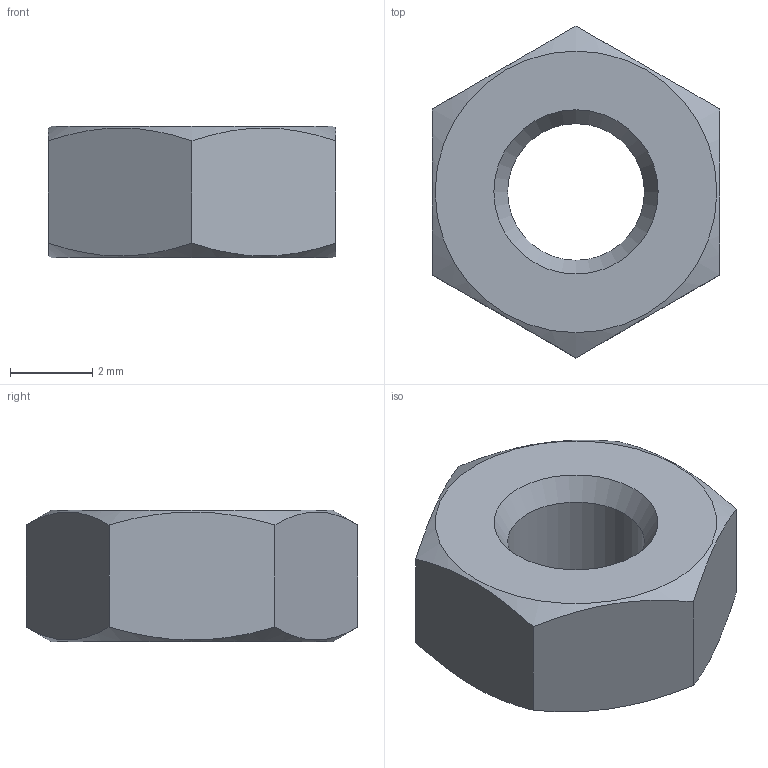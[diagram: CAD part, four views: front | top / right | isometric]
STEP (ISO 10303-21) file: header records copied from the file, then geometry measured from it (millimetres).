
FILE_DESCRIPTION(/* description */ (''),/* implementation_level */ '2;1');
FILE_NAME(/* name */ 'M4 Nut.step',/* time_stamp */ '2026-01-14T13:07:15-05:00',/* author */ (''),/* organization */ (''),/* preprocessor_version */ 'ST-DEVELOPER v20.1',/* originating_system */ 'Autodesk Translation Framework v14.21.0.0',/* authorisation */ '');
FILE_SCHEMA (('AUTOMOTIVE_DESIGN { 1 0 10303 214 3 1 1 }'));
Length unit declared in the file: millimetre
Products named in the file (2): 2026-01-14-13-05-38-011; ISO 4032 - M4 Steel 6 Plain
Assembly tree (1 placements, depth 2):
  2026-01-14-13-05-38-011
    ISO 4032 - M4 Steel 6 Plain
Bounding box: 7 x 8.08 x 3.2 mm (x, y, z)
Volume: 104.6 mm3; surface area: 168.6 mm2
Topology: 1 solids, 1 shells, 13 faces, 31 edges, 20 vertices
Faces by surface type: plane 8, cone 4, cylinder 1
Full cylindrical faces by diameter (mm): 3.332 x1
Entity records: 425 total; most frequent: CARTESIAN_POINT 95, ORIENTED_EDGE 62, DIRECTION 55, EDGE_CURVE 31, AXIS2_PLACEMENT_3D 22, VERTEX_POINT 20, EDGE_LOOP 15, FACE_OUTER_BOUND 13
